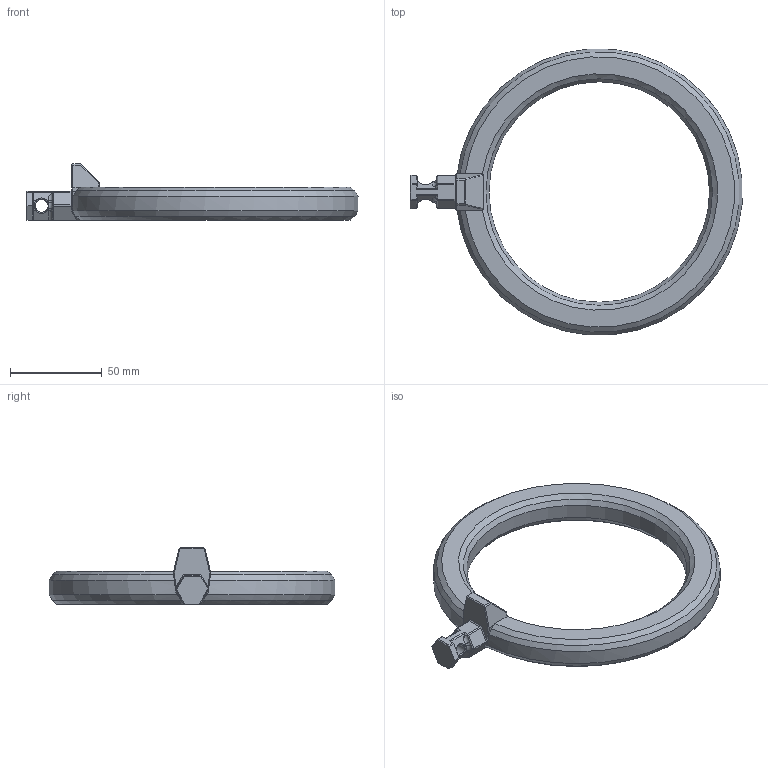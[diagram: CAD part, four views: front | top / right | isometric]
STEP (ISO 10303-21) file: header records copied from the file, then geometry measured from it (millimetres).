
FILE_DESCRIPTION(/* description */ (''),/* implementation_level */ '2;1');
FILE_NAME(/* name */ 'Ultralight Camera Holster v4.step',/* time_stamp */ '2025-06-30T13:09:55-07:00',/* author */ (''),/* organization */ (''),/* preprocessor_version */ 'ST-DEVELOPER v20.1',/* originating_system */ 'Autodesk Translation Framework v14.10.0.0',/* authorisation */ '');
FILE_SCHEMA (('AUTOMOTIVE_DESIGN { 1 0 10303 214 3 1 1 }'));
Length unit declared in the file: millimetre
Products named in the file (2): Ultralight Camera Holster; Component1
Assembly tree (1 placements, depth 2):
  Ultralight Camera Holster
    Component1
Bounding box: 180.71 x 155.65 x 30.59 mm (x, y, z)
Volume: 131638.8 mm3; surface area: 28761.8 mm2
Topology: 1 solids, 1 shells, 130 faces, 339 edges, 208 vertices
Faces by surface type: plane 85, bspline 18, cylinder 13, cone 8, torus 6
Full cylindrical faces by diameter (mm): 7 x1, 120 x1
Entity records: 4478 total; most frequent: CARTESIAN_POINT 1426, ORIENTED_EDGE 678, DIRECTION 549, EDGE_CURVE 339, VERTEX_POINT 208, LINE 207, VECTOR 207, AXIS2_PLACEMENT_3D 171
